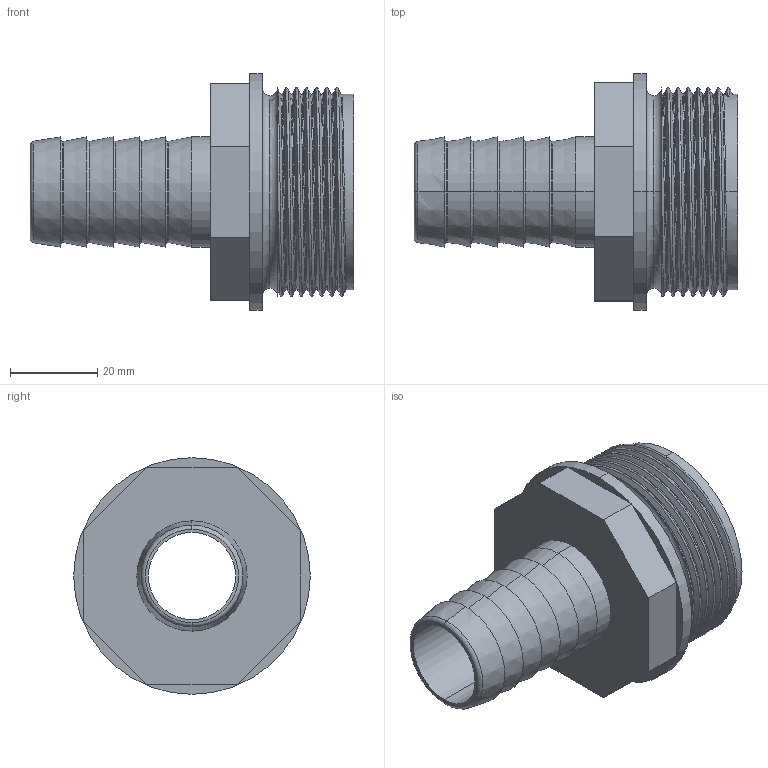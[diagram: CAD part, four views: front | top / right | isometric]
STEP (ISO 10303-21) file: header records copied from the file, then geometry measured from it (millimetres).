
FILE_DESCRIPTION (( 'STEP AP203' ), '1' );
FILE_NAME ('00130_1125.STEP', '2017-05-08T14:14:47', ( '' ), ( '' ), 'SwSTEP 2.0', 'SolidWorks 2011', '' );
FILE_SCHEMA (( 'CONFIG_CONTROL_DESIGN' ));
Length unit declared in the file: millimetre
Products named in the file (1): 00130_1125
Bounding box: 74.2 x 54.3 x 54.3 mm (x, y, z)
Volume: 32299.6 mm3; surface area: 20400.4 mm2
Topology: 1 solids, 1 shells, 95 faces, 216 edges, 132 vertices
Faces by surface type: torus 33, cylinder 22, plane 21, cone 14, bspline 5
Entity records: 5996 total; most frequent: CARTESIAN_POINT 3825, DIRECTION 466, ORIENTED_EDGE 432, EDGE_CURVE 216, AXIS2_PLACEMENT_3D 203, VERTEX_POINT 132, CIRCLE 112, EDGE_LOOP 106
